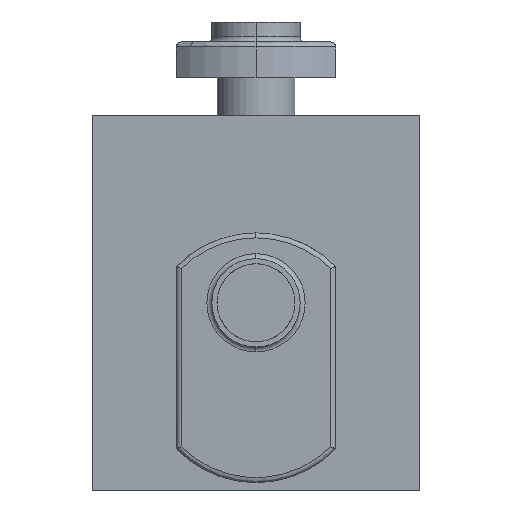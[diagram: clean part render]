
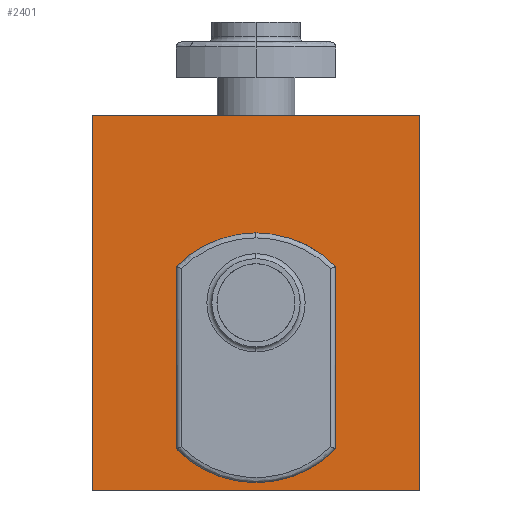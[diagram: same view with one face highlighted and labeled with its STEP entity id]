
A CAD part, front view. The second image highlights one B-rep face of the part: STEP entity #2401.
In plain terms, the highlighted planar face has unit normal (0, -1, 0).
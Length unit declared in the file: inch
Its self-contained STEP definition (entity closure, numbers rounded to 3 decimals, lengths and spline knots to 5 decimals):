
#17 = VERTEX_POINT ( 'NONE', #233 ) ;
#233 = CARTESIAN_POINT ( 'NONE',  ( 0., 0., -1.5 ) ) ;
#252 = LINE ( 'NONE', #253, #254 ) ;
#253 = CARTESIAN_POINT ( 'NONE',  ( 0., 0., 0. ) ) ;
#254 = VECTOR ( 'NONE', #255, 39.37008 ) ;
#255 = DIRECTION ( 'NONE',  ( 0., 0., -1. ) ) ;
#268 = VERTEX_POINT ( 'NONE', #816 ) ;
#291 = CARTESIAN_POINT ( 'NONE',  ( -0.655, 0., -0.914 ) ) ;
#306 = CARTESIAN_POINT ( 'NONE',  ( -1.31, 0., 0. ) ) ;
#433 = CIRCLE ( 'NONE', #434, 0.164 ) ;
#434 = AXIS2_PLACEMENT_3D ( 'NONE', #435, #436, #437 ) ;
#435 = CARTESIAN_POINT ( 'NONE',  ( -0.655, 0., -0.75 ) ) ;
#436 = DIRECTION ( 'NONE',  ( 0., -1., 0. ) ) ;
#437 = DIRECTION ( 'NONE',  ( 0., 0., -1. ) ) ;
#467 = LINE ( 'NONE', #468, #469 ) ;
#468 = CARTESIAN_POINT ( 'NONE',  ( -1.31, 0., 0. ) ) ;
#469 = VECTOR ( 'NONE', #470, 39.37008 ) ;
#470 = DIRECTION ( 'NONE',  ( 1., 0., 0. ) ) ;
#476 = EDGE_CURVE ( 'NONE', #268, #17, #956, .T. ) ;
#816 = CARTESIAN_POINT ( 'NONE',  ( -1.31, 0., -1.5 ) ) ;
#836 = FACE_BOUND ( 'NONE', #2705, .T. ) ;
#837 = FACE_OUTER_BOUND ( 'NONE', #2231, .T. ) ;
#838 = PLANE ( 'NONE',  #839 ) ;
#839 = AXIS2_PLACEMENT_3D ( 'NONE', #840, #841, #842 ) ;
#840 = CARTESIAN_POINT ( 'NONE',  ( -1.31, 0., 0. ) ) ;
#841 = DIRECTION ( 'NONE',  ( 0., -1., 0. ) ) ;
#842 = DIRECTION ( 'NONE',  ( 0., 0., -1. ) ) ;
#897 = EDGE_CURVE ( 'NONE', #1730, #268, #1257, .T. ) ;
#956 = LINE ( 'NONE', #957, #958 ) ;
#957 = CARTESIAN_POINT ( 'NONE',  ( -1.31, 0., -1.5 ) ) ;
#958 = VECTOR ( 'NONE', #959, 39.37008 ) ;
#959 = DIRECTION ( 'NONE',  ( 1., 0., 0. ) ) ;
#986 = ORIENTED_EDGE ( 'NONE', *, *, #1938, .F. ) ;
#1017 = CARTESIAN_POINT ( 'NONE',  ( -0.655, 0., -0.586 ) ) ;
#1246 = ORIENTED_EDGE ( 'NONE', *, *, #897, .T. ) ;
#1257 = LINE ( 'NONE', #1258, #1259 ) ;
#1258 = CARTESIAN_POINT ( 'NONE',  ( -1.31, 0., 0. ) ) ;
#1259 = VECTOR ( 'NONE', #1260, 39.37008 ) ;
#1260 = DIRECTION ( 'NONE',  ( 0., 0., -1. ) ) ;
#1278 = CIRCLE ( 'NONE', #1279, 0.164 ) ;
#1279 = AXIS2_PLACEMENT_3D ( 'NONE', #1282, #1283, #1284 ) ;
#1282 = CARTESIAN_POINT ( 'NONE',  ( -0.655, 0., -0.75 ) ) ;
#1283 = DIRECTION ( 'NONE',  ( 0., -1., 0. ) ) ;
#1284 = DIRECTION ( 'NONE',  ( 0., 0., -1. ) ) ;
#1470 = VERTEX_POINT ( 'NONE', #1510 ) ;
#1510 = CARTESIAN_POINT ( 'NONE',  ( 0., 0., 0. ) ) ;
#1676 = EDGE_CURVE ( 'NONE', #1470, #17, #252, .T. ) ;
#1712 = VERTEX_POINT ( 'NONE', #291 ) ;
#1730 = VERTEX_POINT ( 'NONE', #306 ) ;
#1918 = EDGE_CURVE ( 'NONE', #2253, #1712, #433, .T. ) ;
#1938 = EDGE_CURVE ( 'NONE', #1730, #1470, #467, .T. ) ;
#2028 = ORIENTED_EDGE ( 'NONE', *, *, #1676, .F. ) ;
#2231 = EDGE_LOOP ( 'NONE', ( #2028, #986, #1246, #2559 ) ) ;
#2251 = ORIENTED_EDGE ( 'NONE', *, *, #1918, .F. ) ;
#2253 = VERTEX_POINT ( 'NONE', #1017 ) ;
#2284 = EDGE_CURVE ( 'NONE', #1712, #2253, #1278, .T. ) ;
#2401 = ADVANCED_FACE ( 'NONE', ( #836, #837 ), #838, .T. ) ;
#2559 = ORIENTED_EDGE ( 'NONE', *, *, #476, .T. ) ;
#2667 = ORIENTED_EDGE ( 'NONE', *, *, #2284, .F. ) ;
#2705 = EDGE_LOOP ( 'NONE', ( #2667, #2251 ) ) ;
